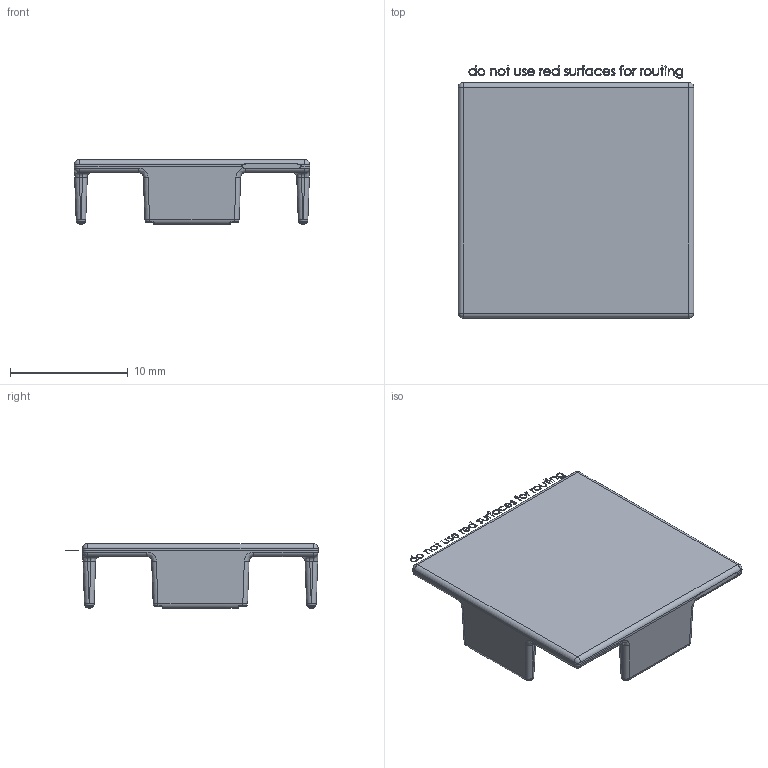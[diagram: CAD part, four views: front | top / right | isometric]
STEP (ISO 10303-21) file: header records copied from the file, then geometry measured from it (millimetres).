
FILE_DESCRIPTION (( 'STEP AP214' ), '1' );
FILE_NAME ('20240425_PCBST-D-102_WEB.STEP', '2024-04-25T15:09:46', ( '' ), ( '' ), 'SwSTEP 2.0', 'SolidWorks 2021', '' );
FILE_SCHEMA (( 'AUTOMOTIVE_DESIGN' ));
Length unit declared in the file: millimetre
Products named in the file (1): 20240425_PCBST-D-102_WEB
Bounding box: 20 x 21.44 x 5.5 mm (x, y, z)
Surface area: 1146.8 mm2 (no closed solid volume)
Topology: 0 solids, 31 shells, 238 faces, 845 edges, 643 vertices
Faces by surface type: plane 90, cylinder 84, bspline 56, sphere 8
Entity records: 13104 total; most frequent: CARTESIAN_POINT 6657, ORIENTED_EDGE 1299, DIRECTION 953, EDGE_CURVE 837, VERTEX_POINT 643, B_SPLINE_CURVE_WITH_KNOTS 326, VECTOR 323, LINE 323
